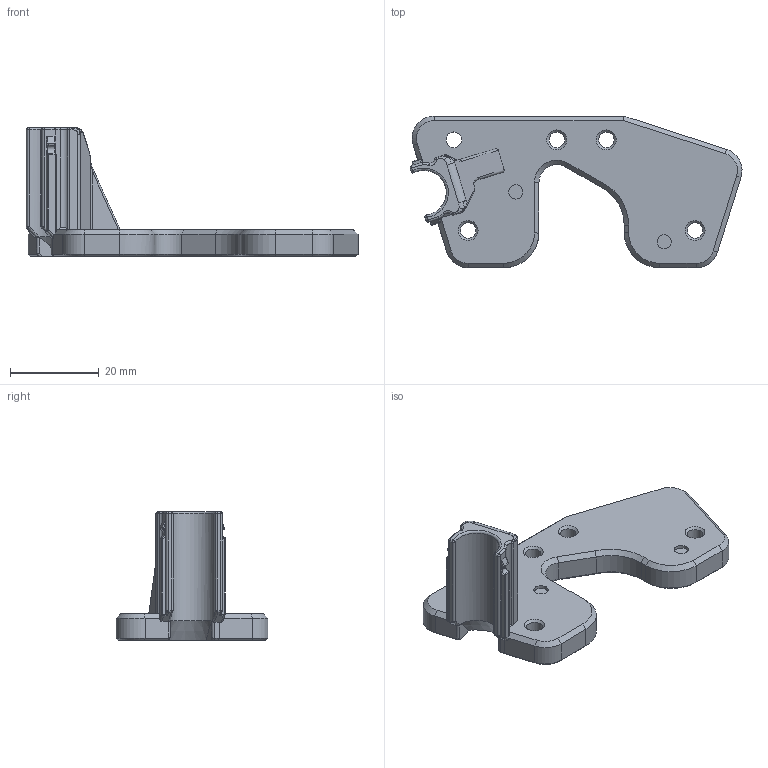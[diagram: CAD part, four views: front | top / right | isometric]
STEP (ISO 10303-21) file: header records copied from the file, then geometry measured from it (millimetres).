
FILE_DESCRIPTION(/* description */ (''),/* implementation_level */ '2;1');
FILE_NAME(/* name */ 'Direct Drive Head Orbiter E3 Upstand V1_2.step',/* time_stamp */ '2022-01-25T11:58:36+00:00',/* author */ (''),/* organization */ (''),/* preprocessor_version */ 'ST-DEVELOPER v18.1',/* originating_system */ 'Autodesk Translation Framework v10.13.0.1454',/* authorisation */ '');
FILE_SCHEMA (('AUTOMOTIVE_DESIGN { 1 0 10303 214 3 1 1 }'));
Length unit declared in the file: millimetre
Products named in the file (1): Direct Drive Head Orbiter E3 Upstand V1_2
Bounding box: 74.66 x 34.14 x 28.99 mm (x, y, z)
Volume: 12532.7 mm3; surface area: 6474.5 mm2
Topology: 1 solids, 1 shells, 230 faces, 555 edges, 325 vertices
Faces by surface type: cylinder 75, plane 69, bspline 35, cone 28, torus 13, sphere 10
Full cylindrical faces by diameter (mm): 3.2 x2, 3.5 x5, 4.5 x2
Entity records: 8929 total; most frequent: CARTESIAN_POINT 3657, ORIENTED_EDGE 1098, DIRECTION 1095, EDGE_CURVE 549, AXIS2_PLACEMENT_3D 423, VERTEX_POINT 325, LINE 249, VECTOR 249
